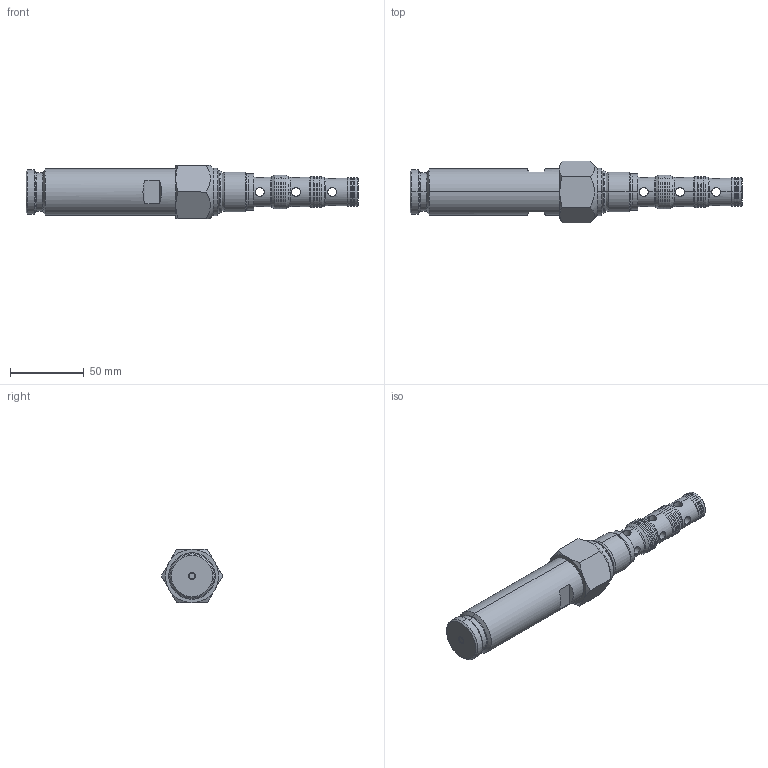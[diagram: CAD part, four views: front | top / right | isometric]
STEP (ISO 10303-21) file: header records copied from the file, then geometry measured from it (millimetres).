
FILE_DESCRIPTION (( 'STEP AP214' ), '1' );
FILE_NAME ('4-2-E3_Wegeventil.STEP', '2016-07-20T13:07:08', ( '' ), ( '' ), 'SwSTEP 2.0', 'SolidWorks 2014', '' );
FILE_SCHEMA (( 'AUTOMOTIVE_DESIGN' ));
Length unit declared in the file: millimetre
Products named in the file (1): 4-2-E3_Wegeventil
Bounding box: 224.9 x 41.57 x 36 mm (x, y, z)
Volume: 139636.1 mm3; surface area: 23660.9 mm2
Topology: 1 solids, 1 shells, 168 faces, 398 edges, 234 vertices
Faces by surface type: cylinder 60, cone 60, plane 26, bspline 22
Entity records: 7928 total; most frequent: CARTESIAN_POINT 2319, ORIENTED_EDGE 796, DIRECTION 780, EDGE_CURVE 398, AXIS2_PLACEMENT_3D 323, VERTEX_POINT 234, EDGE_LOOP 188, CIRCLE 176
